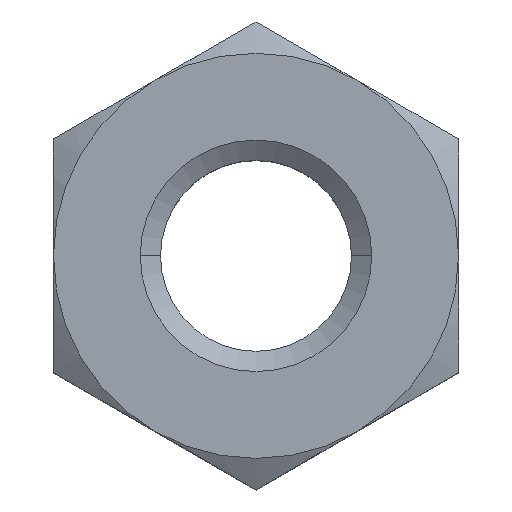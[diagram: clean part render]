
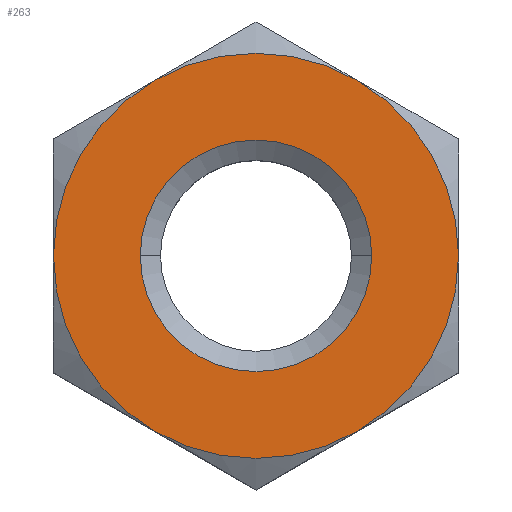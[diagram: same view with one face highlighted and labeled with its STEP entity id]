
A CAD part, top view. The second image highlights one B-rep face of the part: STEP entity #263.
In plain terms, the highlighted planar face has unit normal (0, 0, 1).
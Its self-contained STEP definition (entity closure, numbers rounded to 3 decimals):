
#15 = CARTESIAN_POINT ( 'NONE',  ( 0., 0., 0. ) ) ;
#31 = ORIENTED_EDGE ( 'NONE', *, *, #785, .F. ) ;
#61 = DIRECTION ( 'NONE',  ( 1., 0., 0. ) ) ;
#72 = VERTEX_POINT ( 'NONE', #310 ) ;
#75 = DIRECTION ( 'NONE',  ( 1., 0., 0. ) ) ;
#116 = ORIENTED_EDGE ( 'NONE', *, *, #693, .F. ) ;
#120 = AXIS2_PLACEMENT_3D ( 'NONE', #754, #130, #686 ) ;
#130 = DIRECTION ( 'NONE',  ( 0., 0., -1. ) ) ;
#151 = CARTESIAN_POINT ( 'NONE',  ( 0., 0., 0. ) ) ;
#152 = AXIS2_PLACEMENT_3D ( 'NONE', #260, #196, #61 ) ;
#165 = DIRECTION ( 'NONE',  ( 1., 0., 0. ) ) ;
#196 = DIRECTION ( 'NONE',  ( 0., 0., 1. ) ) ;
#200 = CIRCLE ( 'NONE', #330, 3.5 ) ;
#205 = EDGE_LOOP ( 'NONE', ( #567, #116 ) ) ;
#213 = DIRECTION ( 'NONE',  ( 1., 0., 0. ) ) ;
#217 = AXIS2_PLACEMENT_3D ( 'NONE', #563, #219, #225 ) ;
#219 = DIRECTION ( 'NONE',  ( 0., 0., -1. ) ) ;
#225 = DIRECTION ( 'NONE',  ( 1., 0., 0. ) ) ;
#260 = CARTESIAN_POINT ( 'NONE',  ( -7., 0., 0. ) ) ;
#263 = ADVANCED_FACE ( 'NONE', ( #685, #401 ), #874, .T. ) ;
#292 = DIRECTION ( 'NONE',  ( 0., 0., -1. ) ) ;
#296 = ORIENTED_EDGE ( 'NONE', *, *, #544, .F. ) ;
#305 = EDGE_LOOP ( 'NONE', ( #296, #715, #821, #807, #789, #31 ) ) ;
#310 = CARTESIAN_POINT ( 'NONE',  ( -3.5, 0., 0. ) ) ;
#323 = DIRECTION ( 'NONE',  ( 0., 0., 1. ) ) ;
#330 = AXIS2_PLACEMENT_3D ( 'NONE', #631, #700, #769 ) ;
#359 = CIRCLE ( 'NONE', #426, 2. ) ;
#360 = CIRCLE ( 'NONE', #120, 3.5 ) ;
#362 = VERTEX_POINT ( 'NONE', #491 ) ;
#380 = CIRCLE ( 'NONE', #217, 3.5 ) ;
#386 = DIRECTION ( 'NONE',  ( 1., 0., 0. ) ) ;
#392 = VERTEX_POINT ( 'NONE', #639 ) ;
#401 = FACE_OUTER_BOUND ( 'NONE', #305, .T. ) ;
#420 = DIRECTION ( 'NONE',  ( 0., 0., 1. ) ) ;
#421 = CARTESIAN_POINT ( 'NONE',  ( -1.75, -3.031, 0. ) ) ;
#426 = AXIS2_PLACEMENT_3D ( 'NONE', #854, #508, #165 ) ;
#435 = EDGE_CURVE ( 'NONE', #72, #362, #889, .T. ) ;
#442 = AXIS2_PLACEMENT_3D ( 'NONE', #871, #530, #386 ) ;
#458 = EDGE_CURVE ( 'NONE', #845, #484, #487, .T. ) ;
#484 = VERTEX_POINT ( 'NONE', #843 ) ;
#487 = CIRCLE ( 'NONE', #531, 2. ) ;
#491 = CARTESIAN_POINT ( 'NONE',  ( -1.75, 3.031, 0. ) ) ;
#508 = DIRECTION ( 'NONE',  ( 0., 0., 1. ) ) ;
#530 = DIRECTION ( 'NONE',  ( 0., 0., -1. ) ) ;
#531 = AXIS2_PLACEMENT_3D ( 'NONE', #151, #420, #213 ) ;
#544 = EDGE_CURVE ( 'NONE', #645, #609, #200, .T. ) ;
#563 = CARTESIAN_POINT ( 'NONE',  ( 0., 0., 0. ) ) ;
#567 = ORIENTED_EDGE ( 'NONE', *, *, #458, .F. ) ;
#598 = DIRECTION ( 'NONE',  ( 1., 0., 0. ) ) ;
#609 = VERTEX_POINT ( 'NONE', #903 ) ;
#631 = CARTESIAN_POINT ( 'NONE',  ( 0., 0., 0. ) ) ;
#639 = CARTESIAN_POINT ( 'NONE',  ( 1.75, 3.031, 0. ) ) ;
#640 = CARTESIAN_POINT ( 'NONE',  ( 2., 0., 0. ) ) ;
#643 = CARTESIAN_POINT ( 'NONE',  ( 3.5, 0., 0. ) ) ;
#645 = VERTEX_POINT ( 'NONE', #643 ) ;
#685 = FACE_BOUND ( 'NONE', #205, .T. ) ;
#686 = DIRECTION ( 'NONE',  ( 1., 0., 0. ) ) ;
#693 = EDGE_CURVE ( 'NONE', #484, #845, #359, .T. ) ;
#700 = DIRECTION ( 'NONE',  ( 0., 0., -1. ) ) ;
#715 = ORIENTED_EDGE ( 'NONE', *, *, #781, .T. ) ;
#754 = CARTESIAN_POINT ( 'NONE',  ( 0., 0., 0. ) ) ;
#769 = DIRECTION ( 'NONE',  ( 1., 0., 0. ) ) ;
#778 = AXIS2_PLACEMENT_3D ( 'NONE', #890, #323, #598 ) ;
#781 = EDGE_CURVE ( 'NONE', #645, #392, #805, .T. ) ;
#785 = EDGE_CURVE ( 'NONE', #609, #865, #820, .T. ) ;
#789 = ORIENTED_EDGE ( 'NONE', *, *, #836, .F. ) ;
#805 = CIRCLE ( 'NONE', #778, 3.5 ) ;
#807 = ORIENTED_EDGE ( 'NONE', *, *, #435, .F. ) ;
#820 = CIRCLE ( 'NONE', #442, 3.5 ) ;
#821 = ORIENTED_EDGE ( 'NONE', *, *, #894, .F. ) ;
#836 = EDGE_CURVE ( 'NONE', #865, #72, #380, .T. ) ;
#843 = CARTESIAN_POINT ( 'NONE',  ( -2., 0., 0. ) ) ;
#845 = VERTEX_POINT ( 'NONE', #640 ) ;
#854 = CARTESIAN_POINT ( 'NONE',  ( 0., 0., 0. ) ) ;
#865 = VERTEX_POINT ( 'NONE', #421 ) ;
#871 = CARTESIAN_POINT ( 'NONE',  ( 0., 0., 0. ) ) ;
#874 = PLANE ( 'NONE',  #152 ) ;
#875 = AXIS2_PLACEMENT_3D ( 'NONE', #15, #292, #75 ) ;
#889 = CIRCLE ( 'NONE', #875, 3.5 ) ;
#890 = CARTESIAN_POINT ( 'NONE',  ( 0., 0., 0. ) ) ;
#894 = EDGE_CURVE ( 'NONE', #362, #392, #360, .T. ) ;
#903 = CARTESIAN_POINT ( 'NONE',  ( 1.75, -3.031, 0. ) ) ;
